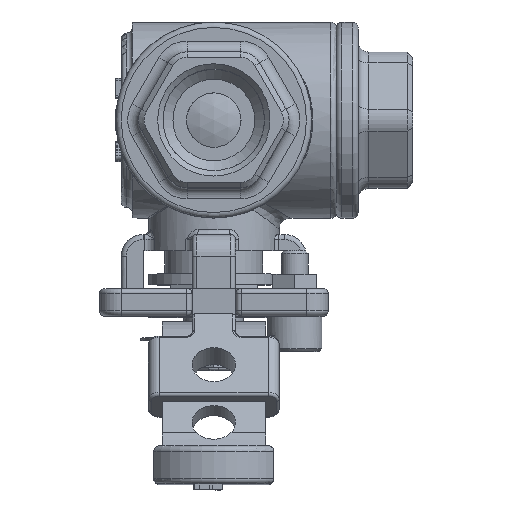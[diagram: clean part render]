
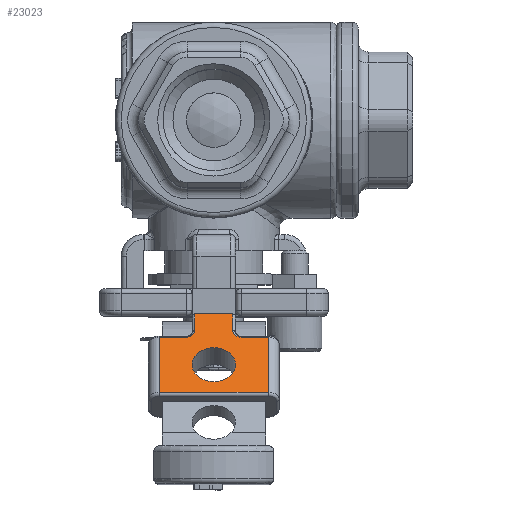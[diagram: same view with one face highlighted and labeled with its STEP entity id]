
A CAD part, top view. The second image highlights one B-rep face of the part: STEP entity #23023.
In plain terms, the highlighted planar face has unit normal (0, 0.624, 0.781).
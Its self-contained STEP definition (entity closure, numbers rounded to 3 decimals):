
#1462=LINE('',#31351,#3266);
#1463=LINE('',#31360,#3267);
#1476=LINE('',#31462,#3280);
#1478=LINE('',#31474,#3282);
#1485=LINE('',#31497,#3289);
#1486=LINE('',#31499,#3290);
#1487=LINE('',#31501,#3291);
#1488=LINE('',#31502,#3292);
#3266=VECTOR('',#26192,4.);
#3267=VECTOR('',#26205,5.);
#3280=VECTOR('',#26300,5.);
#3282=VECTOR('',#26314,4.);
#3289=VECTOR('',#26333,7.);
#3290=VECTOR('',#26334,13.);
#3291=VECTOR('',#26335,20.);
#3292=VECTOR('',#26336,13.);
#5046=PLANE('',#24457);
#5806=FACE_BOUND('',#7394,.T.);
#6041=FACE_OUTER_BOUND('',#7393,.T.);
#7393=EDGE_LOOP('',(#15219,#15220,#15221,#15222,#15223,#15224,#15225,#15226,
#15227,#15228));
#7394=EDGE_LOOP('',(#15229));
#8856=CIRCLE('',#24402,1.5);
#8885=CIRCLE('',#24449,1.5);
#8888=CIRCLE('',#24458,4.);
#9571=VERTEX_POINT('',#31347);
#9572=VERTEX_POINT('',#31349);
#9573=VERTEX_POINT('',#31353);
#9574=VERTEX_POINT('',#31358);
#9595=VERTEX_POINT('',#31452);
#9597=VERTEX_POINT('',#31458);
#9599=VERTEX_POINT('',#31464);
#9601=VERTEX_POINT('',#31470);
#9609=VERTEX_POINT('',#31498);
#9610=VERTEX_POINT('',#31500);
#9611=VERTEX_POINT('',#31503);
#11735=EDGE_CURVE('',#9572,#9571,#1462,.T.);
#11738=EDGE_CURVE('',#9571,#9573,#8856,.T.);
#11740=EDGE_CURVE('',#9573,#9574,#1463,.T.);
#11780=EDGE_CURVE('',#9595,#9597,#1476,.T.);
#11783=EDGE_CURVE('',#9597,#9599,#8885,.T.);
#11786=EDGE_CURVE('',#9599,#9601,#1478,.T.);
#11796=EDGE_CURVE('',#9601,#9572,#1485,.T.);
#11797=EDGE_CURVE('',#9595,#9609,#1486,.T.);
#11798=EDGE_CURVE('',#9610,#9609,#1487,.T.);
#11799=EDGE_CURVE('',#9574,#9610,#1488,.T.);
#11800=EDGE_CURVE('',#9611,#9611,#8888,.T.);
#15219=ORIENTED_EDGE('',*,*,#11735,.F.);
#15220=ORIENTED_EDGE('',*,*,#11796,.F.);
#15221=ORIENTED_EDGE('',*,*,#11786,.F.);
#15222=ORIENTED_EDGE('',*,*,#11783,.F.);
#15223=ORIENTED_EDGE('',*,*,#11780,.F.);
#15224=ORIENTED_EDGE('',*,*,#11797,.T.);
#15225=ORIENTED_EDGE('',*,*,#11798,.F.);
#15226=ORIENTED_EDGE('',*,*,#11799,.F.);
#15227=ORIENTED_EDGE('',*,*,#11740,.F.);
#15228=ORIENTED_EDGE('',*,*,#11738,.F.);
#15229=ORIENTED_EDGE('',*,*,#11800,.T.);
#23023=ADVANCED_FACE('',(#6041,#5806),#5046,.T.);
#24402=AXIS2_PLACEMENT_3D('',#31356,#26199,#26200);
#24449=AXIS2_PLACEMENT_3D('',#31468,#26307,#26308);
#24457=AXIS2_PLACEMENT_3D('',#31496,#26331,#26332);
#24458=AXIS2_PLACEMENT_3D('',#31504,#26337,#26338);
#26192=DIRECTION('',(0.,-0.781,0.624));
#26199=DIRECTION('center_axis',(0.,0.624,
0.781));
#26200=DIRECTION('ref_axis',(-0.707,-0.552,0.441));
#26205=DIRECTION('',(1.,0.,0.));
#26300=DIRECTION('',(1.,0.,0.));
#26307=DIRECTION('center_axis',(0.,0.624,
0.781));
#26308=DIRECTION('ref_axis',(0.707,-0.552,0.441));
#26314=DIRECTION('',(0.,0.781,-0.624));
#26331=DIRECTION('center_axis',(0.,0.624,
0.781));
#26332=DIRECTION('ref_axis',(-1.,0.,0.));
#26333=DIRECTION('',(1.,0.,0.));
#26334=DIRECTION('',(0.,-0.781,0.624));
#26335=DIRECTION('',(-1.,0.,0.));
#26336=DIRECTION('',(0.,-0.781,0.624));
#26337=DIRECTION('center_axis',(0.,-0.624,
-0.781));
#26338=DIRECTION('ref_axis',(-1.,0.,0.));
#31347=CARTESIAN_POINT('',(3.5,-38.698,43.417));
#31349=CARTESIAN_POINT('',(3.5,-35.573,40.92));
#31351=CARTESIAN_POINT('',(3.5,-39.48,44.041));
#31353=CARTESIAN_POINT('',(5.,-39.87,44.353));
#31356=CARTESIAN_POINT('Origin',(5.,-38.698,43.417));
#31358=CARTESIAN_POINT('',(10.,-39.87,44.353));
#31360=CARTESIAN_POINT('',(5.,-39.87,44.353));
#31452=CARTESIAN_POINT('',(-10.,-39.87,44.353));
#31458=CARTESIAN_POINT('',(-5.,-39.87,44.353));
#31462=CARTESIAN_POINT('',(5.,-39.87,44.353));
#31464=CARTESIAN_POINT('',(-3.5,-38.698,43.417));
#31468=CARTESIAN_POINT('Origin',(-5.,-38.698,43.417));
#31470=CARTESIAN_POINT('',(-3.5,-35.573,40.92));
#31474=CARTESIAN_POINT('',(-3.5,-37.527,42.481));
#31496=CARTESIAN_POINT('Origin',(10.,-39.48,44.041));
#31497=CARTESIAN_POINT('',(2.,-35.573,40.92));
#31498=CARTESIAN_POINT('',(-10.,-50.027,52.468));
#31499=CARTESIAN_POINT('',(-10.,-39.48,44.041));
#31500=CARTESIAN_POINT('',(10.,-50.027,52.468));
#31501=CARTESIAN_POINT('',(5.,-50.027,52.468));
#31502=CARTESIAN_POINT('',(10.,-39.48,44.041));
#31503=CARTESIAN_POINT('',(-4.,-44.948,48.411));
#31504=CARTESIAN_POINT('Origin',(0.,-44.948,48.411));
